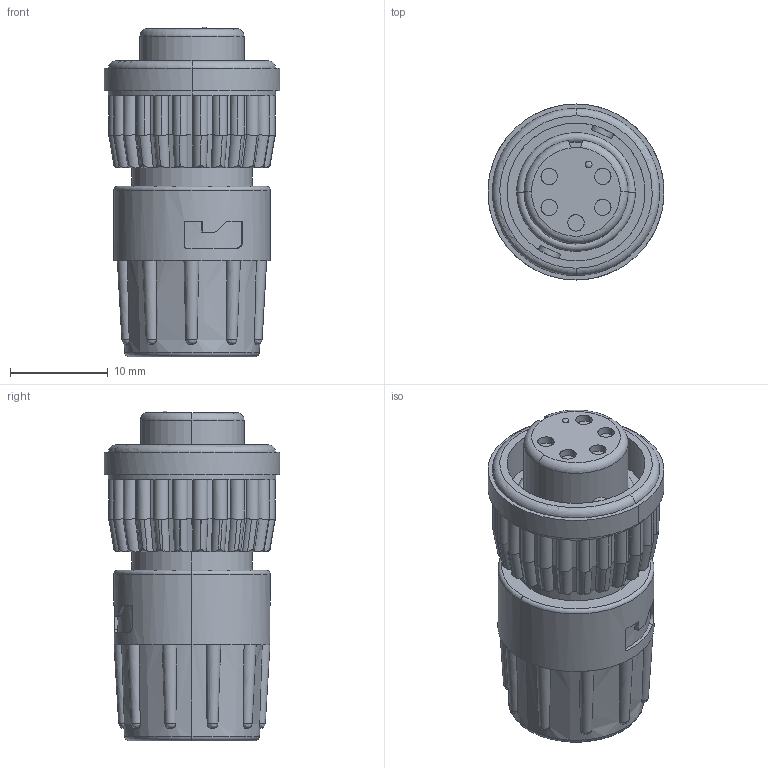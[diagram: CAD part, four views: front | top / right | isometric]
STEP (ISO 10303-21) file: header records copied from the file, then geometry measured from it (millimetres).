
FILE_DESCRIPTION (( 'STEP AP203' ), '1' );
FILE_NAME ('6280-5SG-3XX.STEP', '2018-08-10T16:59:55', ( '' ), ( '' ), 'SwSTEP 2.0', 'SolidWorks 2017', '' );
FILE_SCHEMA (( 'CONFIG_CONTROL_DESIGN' ));
Length unit declared in the file: inch
Products named in the file (1): 6280-5SG-3XX
Bounding box: 18.02 x 18.03 x 33.8 mm (x, y, z)
Volume: 5715.8 mm3; surface area: 2798.2 mm2
Topology: 1 solids, 1 shells, 324 faces, 916 edges, 611 vertices
Faces by surface type: cylinder 188, plane 76, torus 35, bspline 20, cone 4, sphere 1
Entity records: 18119 total; most frequent: CARTESIAN_POINT 10777, ORIENTED_EDGE 1832, DIRECTION 1034, EDGE_CURVE 916, VERTEX_POINT 611, B_SPLINE_CURVE_WITH_KNOTS 581, AXIS2_PLACEMENT_3D 399, EDGE_LOOP 341
